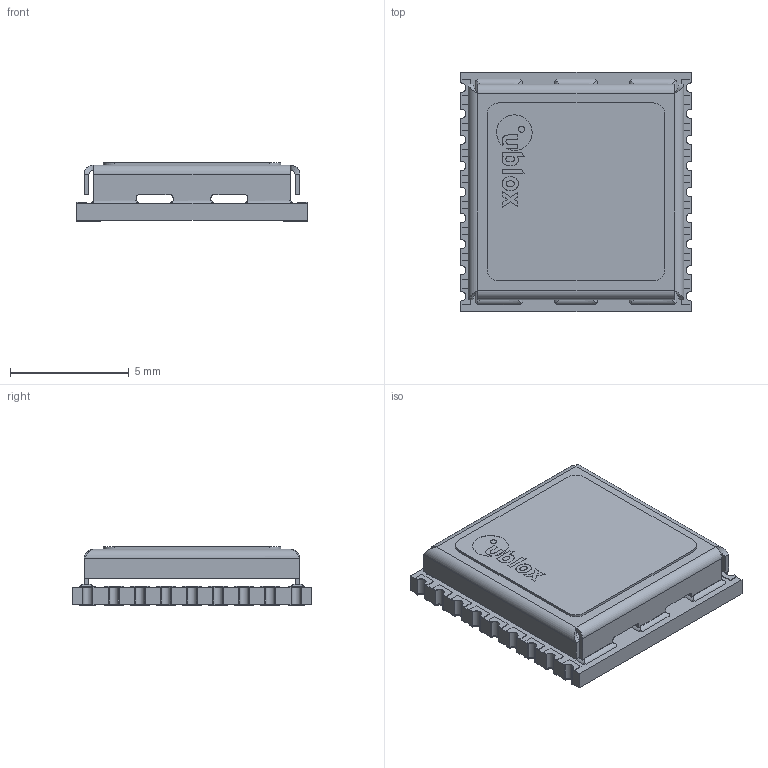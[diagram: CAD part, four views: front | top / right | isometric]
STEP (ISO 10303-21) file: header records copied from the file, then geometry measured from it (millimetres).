
FILE_DESCRIPTION(/* description */ (''),/* implementation_level */ '2;1');
FILE_NAME(/* name */ 'MAX.step',/* time_stamp */ '2017-02-23T19:38:13-08:00',/* author */ (''),/* organization */ (''),/* preprocessor_version */ 'ST-DEVELOPER v16.5',/* originating_system */ 'Autodesk Translation Framework v5.2.0.2920',/* authorisation */ '');
FILE_SCHEMA (('AUTOMOTIVE_DESIGN { 1 0 10303 214 3 1 1 }'));
Length unit declared in the file: millimetre
Products named in the file (4): MAX (STEP-AP214); u-blox_MAX_label_Default; Shield; MAX_PCB
Assembly tree (3 placements, depth 2):
  MAX (STEP-AP214)
    u-blox_MAX_label_Default
    Shield
    MAX_PCB
Bounding box: 9.7 x 10.1 x 2.47 mm (x, y, z)
Volume: 100.9 mm3; surface area: 660 mm2
Topology: 32 solids, 32 shells, 511 faces, 1309 edges, 862 vertices
Faces by surface type: plane 364, cylinder 99, bspline 48
Full cylindrical faces by diameter (mm): 0.8 x1
Entity records: 16077 total; most frequent: CARTESIAN_POINT 3224, ORIENTED_EDGE 2616, DIRECTION 2470, EDGE_CURVE 1308, LINE 998, VECTOR 998, VERTEX_POINT 862, AXIS2_PLACEMENT_3D 736
